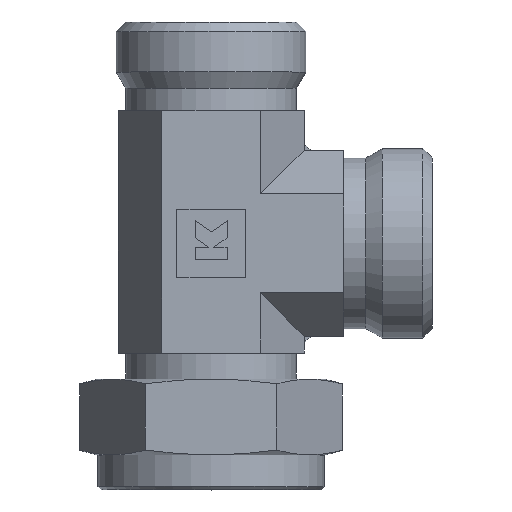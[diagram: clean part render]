
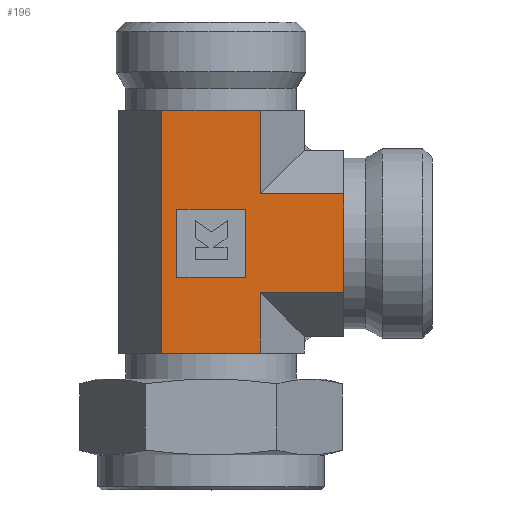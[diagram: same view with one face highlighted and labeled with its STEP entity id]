
A CAD part, top view. The second image highlights one B-rep face of the part: STEP entity #196.
In plain terms, the highlighted planar face has unit normal (0, 0, 1).
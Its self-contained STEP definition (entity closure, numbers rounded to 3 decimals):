
#196 = ADVANCED_FACE( '', ( #489, #490 ), #491, .T. );
#489 = FACE_BOUND( '', #835, .T. );
#490 = FACE_OUTER_BOUND( '', #836, .T. );
#491 = PLANE( '', #837 );
#835 = EDGE_LOOP( '', ( #1854, #1855, #1856, #1857 ) );
#836 = EDGE_LOOP( '', ( #1858, #1859, #1860, #1861, #1862, #1863, #1864, #1865, #1866, #1867, #1868 ) );
#837 = AXIS2_PLACEMENT_3D( '', #1869, #1870, #1871 );
#1854 = ORIENTED_EDGE( '', *, *, #2395, .T. );
#1855 = ORIENTED_EDGE( '', *, *, #2399, .T. );
#1856 = ORIENTED_EDGE( '', *, *, #2402, .T. );
#1857 = ORIENTED_EDGE( '', *, *, #2404, .T. );
#1858 = ORIENTED_EDGE( '', *, *, #2483, .T. );
#1859 = ORIENTED_EDGE( '', *, *, #2489, .T. );
#1860 = ORIENTED_EDGE( '', *, *, #2488, .T. );
#1861 = ORIENTED_EDGE( '', *, *, #2506, .F. );
#1862 = ORIENTED_EDGE( '', *, *, #2507, .T. );
#1863 = ORIENTED_EDGE( '', *, *, #2508, .T. );
#1864 = ORIENTED_EDGE( '', *, *, #2509, .T. );
#1865 = ORIENTED_EDGE( '', *, *, #2510, .F. );
#1866 = ORIENTED_EDGE( '', *, *, #2511, .T. );
#1867 = ORIENTED_EDGE( '', *, *, #2512, .T. );
#1868 = ORIENTED_EDGE( '', *, *, #2513, .T. );
#1869 = CARTESIAN_POINT( '', ( 0., -7.794, 13.5 ) );
#1870 = DIRECTION( '', ( 0., 0., 1. ) );
#1871 = DIRECTION( '', ( 0., -1., 0. ) );
#2395 = EDGE_CURVE( '', #2982, #2980, #2983, .T. );
#2399 = EDGE_CURVE( '', #2980, #2987, #2989, .T. );
#2402 = EDGE_CURVE( '', #2987, #2992, #2994, .T. );
#2404 = EDGE_CURVE( '', #2992, #2982, #2996, .T. );
#2483 = EDGE_CURVE( '', #3093, #3101, #3103, .T. );
#2488 = EDGE_CURVE( '', #3014, #3109, #3111, .T. );
#2489 = EDGE_CURVE( '', #3101, #3014, #3112, .T. );
#2506 = EDGE_CURVE( '', #3139, #3109, #3140, .T. );
#2507 = EDGE_CURVE( '', #3139, #3141, #3142, .T. );
#2508 = EDGE_CURVE( '', #3141, #3134, #3143, .T. );
#2509 = EDGE_CURVE( '', #3134, #3144, #3145, .T. );
#2510 = EDGE_CURVE( '', #3146, #3144, #3147, .T. );
#2511 = EDGE_CURVE( '', #3146, #3054, #3148, .T. );
#2512 = EDGE_CURVE( '', #3054, #3149, #3150, .T. );
#2513 = EDGE_CURVE( '', #3149, #3093, #3151, .T. );
#2980 = VERTEX_POINT( '', #3771 );
#2982 = VERTEX_POINT( '', #3774 );
#2983 = LINE( '', #3775, #3776 );
#2987 = VERTEX_POINT( '', #3782 );
#2989 = LINE( '', #3785, #3786 );
#2992 = VERTEX_POINT( '', #3790 );
#2994 = LINE( '', #3793, #3794 );
#2996 = LINE( '', #3797, #3798 );
#3014 = VERTEX_POINT( '', #3816 );
#3054 = VERTEX_POINT( '', #3856 );
#3093 = VERTEX_POINT( '', #4081 );
#3101 = VERTEX_POINT( '', #4093 );
#3103 = LINE( '', #4096, #4097 );
#3109 = VERTEX_POINT( '', #4106 );
#3111 = LINE( '', #4109, #4110 );
#3112 = LINE( '', #4111, #4112 );
#3134 = VERTEX_POINT( '', #4146 );
#3139 = VERTEX_POINT( '', #4151 );
#3140 = LINE( '', #4152, #4153 );
#3141 = VERTEX_POINT( '', #4154 );
#3142 = LINE( '', #4155, #4156 );
#3143 = LINE( '', #4157, #4158 );
#3144 = VERTEX_POINT( '', #4159 );
#3145 = LINE( '', #4160, #4161 );
#3146 = VERTEX_POINT( '', #4162 );
#3147 = LINE( '', #4163, #4164 );
#3148 = LINE( '', #4165, #4166 );
#3149 = VERTEX_POINT( '', #4167 );
#3150 = LINE( '', #4168, #4169 );
#3151 = LINE( '', #4170, #4171 );
#3771 = CARTESIAN_POINT( '', ( -5.4, 5.4, 13.5 ) );
#3774 = CARTESIAN_POINT( '', ( -5.4, -5.4, 13.5 ) );
#3775 = CARTESIAN_POINT( '', ( -5.4, -6.597, 13.5 ) );
#3776 = VECTOR( '', #4640, 1. );
#3782 = CARTESIAN_POINT( '', ( 5.4, 5.4, 13.5 ) );
#3785 = CARTESIAN_POINT( '', ( -2.7, 5.4, 13.5 ) );
#3786 = VECTOR( '', #4644, 1. );
#3790 = CARTESIAN_POINT( '', ( 5.4, -5.4, 13.5 ) );
#3793 = CARTESIAN_POINT( '', ( 5.4, -1.197, 13.5 ) );
#3794 = VECTOR( '', #4647, 1. );
#3797 = CARTESIAN_POINT( '', ( 2.7, -5.4, 13.5 ) );
#3798 = VECTOR( '', #4649, 1. );
#3816 = CARTESIAN_POINT( '', ( 21., 0., 13.5 ) );
#3856 = CARTESIAN_POINT( '', ( 0., -17.4, 13.5 ) );
#4081 = CARTESIAN_POINT( '', ( 7.794, -7.794, 13.5 ) );
#4093 = CARTESIAN_POINT( '', ( 21., -7.794, 13.5 ) );
#4096 = CARTESIAN_POINT( '', ( 0., -7.794, 13.5 ) );
#4097 = VECTOR( '', #4802, 1. );
#4106 = CARTESIAN_POINT( '', ( 21., 7.794, 13.5 ) );
#4109 = CARTESIAN_POINT( '', ( 21., 7.794, 13.5 ) );
#4110 = VECTOR( '', #4807, 1. );
#4111 = CARTESIAN_POINT( '', ( 21., 7.794, 13.5 ) );
#4112 = VECTOR( '', #4808, 1. );
#4146 = CARTESIAN_POINT( '', ( 0., 21., 13.5 ) );
#4151 = CARTESIAN_POINT( '', ( 7.794, 7.794, 13.5 ) );
#4152 = CARTESIAN_POINT( '', ( 0., 7.794, 13.5 ) );
#4153 = VECTOR( '', #4833, 1. );
#4154 = CARTESIAN_POINT( '', ( 7.794, 21., 13.5 ) );
#4155 = CARTESIAN_POINT( '', ( 7.794, -17.4, 13.5 ) );
#4156 = VECTOR( '', #4834, 1. );
#4157 = CARTESIAN_POINT( '', ( -7.794, 21., 13.5 ) );
#4158 = VECTOR( '', #4835, 1. );
#4159 = CARTESIAN_POINT( '', ( -7.794, 21., 13.5 ) );
#4160 = CARTESIAN_POINT( '', ( -7.794, 21., 13.5 ) );
#4161 = VECTOR( '', #4836, 1. );
#4162 = CARTESIAN_POINT( '', ( -7.794, -17.4, 13.5 ) );
#4163 = CARTESIAN_POINT( '', ( -7.794, -17.4, 13.5 ) );
#4164 = VECTOR( '', #4837, 1. );
#4165 = CARTESIAN_POINT( '', ( -7.794, -17.4, 13.5 ) );
#4166 = VECTOR( '', #4838, 1. );
#4167 = CARTESIAN_POINT( '', ( 7.794, -17.4, 13.5 ) );
#4168 = CARTESIAN_POINT( '', ( -7.794, -17.4, 13.5 ) );
#4169 = VECTOR( '', #4839, 1. );
#4170 = CARTESIAN_POINT( '', ( 7.794, -17.4, 13.5 ) );
#4171 = VECTOR( '', #4840, 1. );
#4640 = DIRECTION( '', ( 0., 1., 0. ) );
#4644 = DIRECTION( '', ( 1., 0., 0. ) );
#4647 = DIRECTION( '', ( 0., -1., 0. ) );
#4649 = DIRECTION( '', ( -1., 0., 0. ) );
#4802 = DIRECTION( '', ( 1., 0., 0. ) );
#4807 = DIRECTION( '', ( 0., 1., 0. ) );
#4808 = DIRECTION( '', ( 0., 1., 0. ) );
#4833 = DIRECTION( '', ( 1., 0., 0. ) );
#4834 = DIRECTION( '', ( 0., 1., 0. ) );
#4835 = DIRECTION( '', ( -1., 0., 0. ) );
#4836 = DIRECTION( '', ( -1., 0., 0. ) );
#4837 = DIRECTION( '', ( 0., 1., 0. ) );
#4838 = DIRECTION( '', ( 1., 0., 0. ) );
#4839 = DIRECTION( '', ( 1., 0., 0. ) );
#4840 = DIRECTION( '', ( 0., 1., 0. ) );
